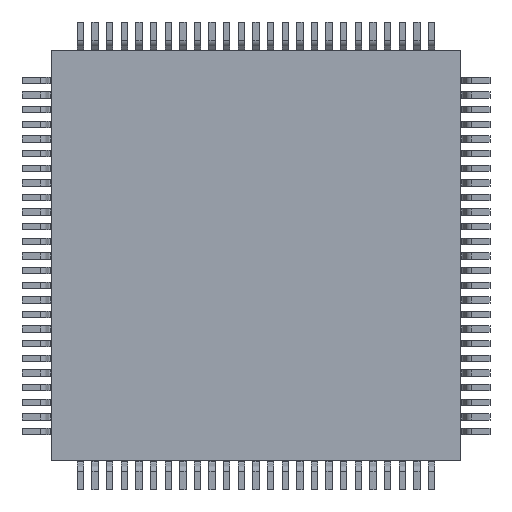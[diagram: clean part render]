
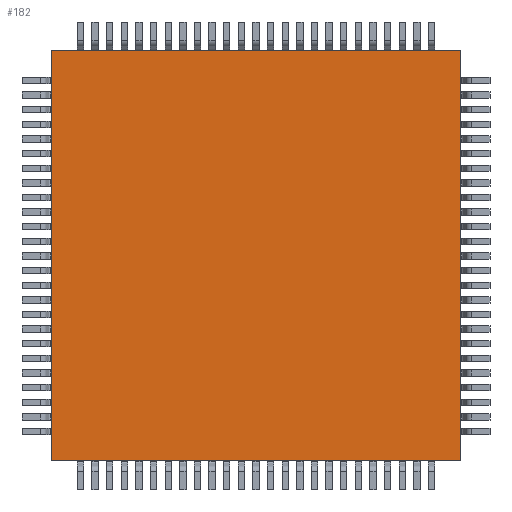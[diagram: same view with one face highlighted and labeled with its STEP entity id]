
A CAD part, front view. The second image highlights one B-rep face of the part: STEP entity #182.
In plain terms, the highlighted planar face has unit normal (0, -1, 0).
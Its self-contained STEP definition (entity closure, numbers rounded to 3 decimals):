
#96 = FACE_OUTER_BOUND($, #102 ,.T.);
#102 = EDGE_LOOP($,( #167 , #168 , #169 , #170 ));
#103 = LINE($, #222 , #115 );
#107 = LINE($, #230 , #119 );
#110 = LINE($, #236 , #122 );
#113 = LINE($, #241 , #125 );
#115 = VECTOR($, #196 ,0.1);
#119 = VECTOR($, #202 ,0.2);
#122 = VECTOR($, #207 ,0.1);
#125 = VECTOR($, #212 ,0.2);
#127 = VERTEX_POINT($, #220 );
#128 = VERTEX_POINT($, #221 );
#131 = VERTEX_POINT($, #229 );
#133 = VERTEX_POINT($, #235 );
#135 = EDGE_CURVE($, #127 , #128 , #103 ,.T.);
#139 = EDGE_CURVE($, #131 , #127 , #107 ,.T.);
#142 = EDGE_CURVE($, #133 , #131 , #110 ,.T.);
#145 = EDGE_CURVE($, #128 , #133 , #113 ,.T.);
#167 = ORIENTED_EDGE($,*,*, #145 ,.F.);
#168 = ORIENTED_EDGE($,*,*, #135 ,.F.);
#169 = ORIENTED_EDGE($,*,*, #139 ,.F.);
#170 = ORIENTED_EDGE($,*,*, #142 ,.F.);
#176 = PLANE($, #191 );
#182 = ADVANCED_FACE($,( #96 ), #176 ,.F.);
#191 = AXIS2_PLACEMENT_3D($, #244 , #216 , #217 );
#196 = DIRECTION($,(0.,0.,-1.));
#202 = DIRECTION($,(1.,0.,0.));
#207 = DIRECTION($,(0.,0.,1.));
#212 = DIRECTION($,(-1.,0.,0.));
#216 = DIRECTION('center_axis',(0.,1.,0.));
#217 = DIRECTION('ref_axis',(0.,0.,1.));
#220 = CARTESIAN_POINT('',(7,0,7.041));
#221 = CARTESIAN_POINT('',(7,0,-7));
#222 = CARTESIAN_POINT($,(7,0,7.041));
#229 = CARTESIAN_POINT('',(-7.007,0,7.041));
#230 = CARTESIAN_POINT($,(-7.007,0,7.041));
#235 = CARTESIAN_POINT('',(-7.007,0,-7));
#236 = CARTESIAN_POINT($,(-7.007,0,-7));
#241 = CARTESIAN_POINT($,(7,0,-7));
#244 = CARTESIAN_POINT('Origin',(-0.004,0,0.02));
